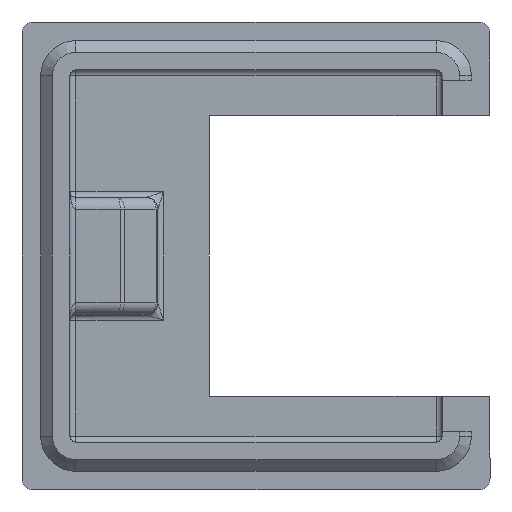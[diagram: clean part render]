
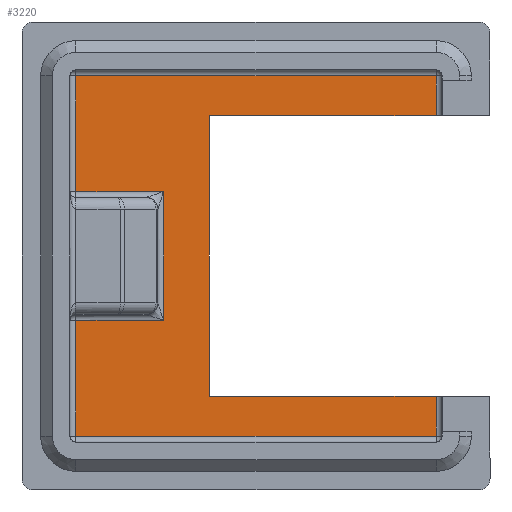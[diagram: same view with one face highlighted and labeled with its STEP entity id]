
A CAD part, left-side view. The second image highlights one B-rep face of the part: STEP entity #3220.
In plain terms, the highlighted planar face has unit normal (-1, 0, 0).
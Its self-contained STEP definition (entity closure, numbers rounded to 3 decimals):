
#129 = CARTESIAN_POINT ( 'NONE',  ( -1., -15.4, -5.5 ) ) ;
#197 = ORIENTED_EDGE ( 'NONE', *, *, #374, .F. ) ;
#357 = CARTESIAN_POINT ( 'NONE',  ( -1., -15.4, 15.4 ) ) ;
#374 = EDGE_CURVE ( 'NONE', #1415, #2279, #2906, .T. ) ;
#413 = VECTOR ( 'NONE', #4201, 1000. ) ;
#509 = VERTEX_POINT ( 'NONE', #4911 ) ;
#514 = VECTOR ( 'NONE', #5907, 1000. ) ;
#604 = CARTESIAN_POINT ( 'NONE',  ( -1., -15.4, -12. ) ) ;
#713 = EDGE_CURVE ( 'NONE', #4649, #4862, #2446, .T. ) ;
#728 = CARTESIAN_POINT ( 'NONE',  ( -1., -15.4, 15.4 ) ) ;
#850 = DIRECTION ( 'NONE',  ( 0., 0., -1. ) ) ;
#972 = CARTESIAN_POINT ( 'NONE',  ( -1., 4., 15.4 ) ) ;
#994 = VECTOR ( 'NONE', #3482, 1000. ) ;
#1005 = ORIENTED_EDGE ( 'NONE', *, *, #1159, .T. ) ;
#1016 = EDGE_CURVE ( 'NONE', #4649, #1415, #5136, .T. ) ;
#1107 = VERTEX_POINT ( 'NONE', #5009 ) ;
#1159 = EDGE_CURVE ( 'NONE', #3017, #1889, #3179, .T. ) ;
#1183 = LINE ( 'NONE', #3123, #2610 ) ;
#1202 = DIRECTION ( 'NONE',  ( 0., -1., 0. ) ) ;
#1297 = VERTEX_POINT ( 'NONE', #2982 ) ;
#1317 = ORIENTED_EDGE ( 'NONE', *, *, #4902, .F. ) ;
#1415 = VERTEX_POINT ( 'NONE', #2560 ) ;
#1722 = ORIENTED_EDGE ( 'NONE', *, *, #4001, .T. ) ;
#1834 = ORIENTED_EDGE ( 'NONE', *, *, #1016, .F. ) ;
#1855 = CARTESIAN_POINT ( 'NONE',  ( -1., -15.4, 15.4 ) ) ;
#1889 = VERTEX_POINT ( 'NONE', #2847 ) ;
#2041 = LINE ( 'NONE', #5901, #994 ) ;
#2092 = DIRECTION ( 'NONE',  ( 0., 1., 0. ) ) ;
#2101 = VECTOR ( 'NONE', #5059, 1000. ) ;
#2128 = EDGE_CURVE ( 'NONE', #1889, #3936, #2808, .T. ) ;
#2134 = ORIENTED_EDGE ( 'NONE', *, *, #5648, .T. ) ;
#2252 = LINE ( 'NONE', #2674, #2101 ) ;
#2279 = VERTEX_POINT ( 'NONE', #4824 ) ;
#2330 = LINE ( 'NONE', #604, #5239 ) ;
#2361 = LINE ( 'NONE', #4681, #5565 ) ;
#2431 = LINE ( 'NONE', #129, #4822 ) ;
#2446 = LINE ( 'NONE', #728, #514 ) ;
#2560 = CARTESIAN_POINT ( 'NONE',  ( -1., 4., 12. ) ) ;
#2610 = VECTOR ( 'NONE', #4557, 1000. ) ;
#2613 = CARTESIAN_POINT ( 'NONE',  ( -1., 15.4, -15.4 ) ) ;
#2627 = CARTESIAN_POINT ( 'NONE',  ( -1., 7.9, -5. ) ) ;
#2634 = EDGE_CURVE ( 'NONE', #1107, #1297, #2361, .T. ) ;
#2674 = CARTESIAN_POINT ( 'NONE',  ( -1., -15.4, 15.4 ) ) ;
#2690 = EDGE_CURVE ( 'NONE', #5349, #3626, #2431, .T. ) ;
#2768 = ORIENTED_EDGE ( 'NONE', *, *, #713, .T. ) ;
#2808 = LINE ( 'NONE', #1855, #413 ) ;
#2847 = CARTESIAN_POINT ( 'NONE',  ( -1., -15.4, -15.4 ) ) ;
#2906 = LINE ( 'NONE', #972, #3861 ) ;
#2982 = CARTESIAN_POINT ( 'NONE',  ( -1., 7.9, 5.5 ) ) ;
#3017 = VERTEX_POINT ( 'NONE', #2613 ) ;
#3123 = CARTESIAN_POINT ( 'NONE',  ( -1., 15.4, 15.4 ) ) ;
#3179 = LINE ( 'NONE', #4523, #5057 ) ;
#3220 = ADVANCED_FACE ( 'NONE', ( #4878 ), #4620, .T. ) ;
#3266 = CARTESIAN_POINT ( 'NONE',  ( -1., 7.9, -5.5 ) ) ;
#3311 = ORIENTED_EDGE ( 'NONE', *, *, #3606, .T. ) ;
#3380 = LINE ( 'NONE', #2627, #3826 ) ;
#3391 = DIRECTION ( 'NONE',  ( 0., 0., -1. ) ) ;
#3439 = DIRECTION ( 'NONE',  ( 0., 1., 0. ) ) ;
#3474 = ORIENTED_EDGE ( 'NONE', *, *, #2128, .T. ) ;
#3482 = DIRECTION ( 'NONE',  ( 0., 0., -1. ) ) ;
#3593 = CARTESIAN_POINT ( 'NONE',  ( -1., -15.4, 12. ) ) ;
#3606 = EDGE_CURVE ( 'NONE', #1297, #5349, #3380, .T. ) ;
#3626 = VERTEX_POINT ( 'NONE', #5477 ) ;
#3779 = VECTOR ( 'NONE', #2092, 1000. ) ;
#3826 = VECTOR ( 'NONE', #4037, 1000. ) ;
#3861 = VECTOR ( 'NONE', #3391, 1000. ) ;
#3936 = VERTEX_POINT ( 'NONE', #3975 ) ;
#3975 = CARTESIAN_POINT ( 'NONE',  ( -1., -15.4, -12. ) ) ;
#4001 = EDGE_CURVE ( 'NONE', #3626, #3017, #2041, .T. ) ;
#4037 = DIRECTION ( 'NONE',  ( 0., 0., -1. ) ) ;
#4201 = DIRECTION ( 'NONE',  ( 0., 0., 1. ) ) ;
#4482 = ORIENTED_EDGE ( 'NONE', *, *, #2690, .T. ) ;
#4500 = EDGE_LOOP ( 'NONE', ( #1834, #2768, #4574, #2134, #4863, #3311, #4482, #1722, #1005, #3474, #1317, #197 ) ) ;
#4523 = CARTESIAN_POINT ( 'NONE',  ( -1., -15.4, -15.4 ) ) ;
#4557 = DIRECTION ( 'NONE',  ( 0., 0., -1. ) ) ;
#4574 = ORIENTED_EDGE ( 'NONE', *, *, #5669, .T. ) ;
#4620 = PLANE ( 'NONE',  #4668 ) ;
#4649 = VERTEX_POINT ( 'NONE', #3593 ) ;
#4668 = AXIS2_PLACEMENT_3D ( 'NONE', #357, #5099, #850 ) ;
#4681 = CARTESIAN_POINT ( 'NONE',  ( -1., 8.4, 5.5 ) ) ;
#4819 = CARTESIAN_POINT ( 'NONE',  ( -1., -15.4, 15.4 ) ) ;
#4822 = VECTOR ( 'NONE', #3439, 1000. ) ;
#4824 = CARTESIAN_POINT ( 'NONE',  ( -1., 4., -12. ) ) ;
#4862 = VERTEX_POINT ( 'NONE', #4819 ) ;
#4863 = ORIENTED_EDGE ( 'NONE', *, *, #2634, .T. ) ;
#4878 = FACE_OUTER_BOUND ( 'NONE', #4500, .T. ) ;
#4902 = EDGE_CURVE ( 'NONE', #2279, #3936, #2330, .T. ) ;
#4911 = CARTESIAN_POINT ( 'NONE',  ( -1., 15.4, 15.4 ) ) ;
#4912 = DIRECTION ( 'NONE',  ( 0., -1., 0. ) ) ;
#4942 = CARTESIAN_POINT ( 'NONE',  ( -1., -15.4, 12. ) ) ;
#5009 = CARTESIAN_POINT ( 'NONE',  ( -1., 15.4, 5.5 ) ) ;
#5057 = VECTOR ( 'NONE', #1202, 1000. ) ;
#5059 = DIRECTION ( 'NONE',  ( 0., 1., 0. ) ) ;
#5099 = DIRECTION ( 'NONE',  ( -1., 0., 0. ) ) ;
#5136 = LINE ( 'NONE', #4942, #3779 ) ;
#5239 = VECTOR ( 'NONE', #4912, 1000. ) ;
#5349 = VERTEX_POINT ( 'NONE', #3266 ) ;
#5477 = CARTESIAN_POINT ( 'NONE',  ( -1., 15.4, -5.5 ) ) ;
#5565 = VECTOR ( 'NONE', #6114, 1000. ) ;
#5648 = EDGE_CURVE ( 'NONE', #509, #1107, #1183, .T. ) ;
#5669 = EDGE_CURVE ( 'NONE', #4862, #509, #2252, .T. ) ;
#5901 = CARTESIAN_POINT ( 'NONE',  ( -1., 15.4, 15.4 ) ) ;
#5907 = DIRECTION ( 'NONE',  ( 0., 0., 1. ) ) ;
#6114 = DIRECTION ( 'NONE',  ( 0., -1., 0. ) ) ;
